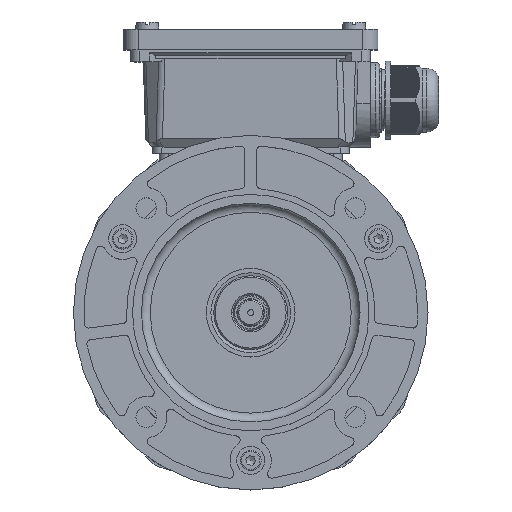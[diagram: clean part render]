
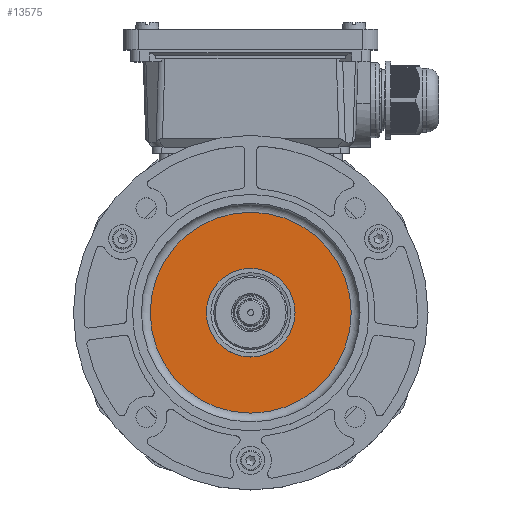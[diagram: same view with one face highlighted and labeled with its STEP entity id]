
A CAD part, top view. The second image highlights one B-rep face of the part: STEP entity #13575.
In plain terms, the highlighted planar face has unit normal (0, 0, 1).
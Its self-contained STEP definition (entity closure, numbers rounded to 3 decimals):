
#1176=PLANE('',#55752);
#2616=FACE_BOUND('',#19432,.T.);
#2617=FACE_BOUND('',#19433,.T.);
#13575=ADVANCED_FACE('',(#2616,#2617),#1176,.F.);
#19432=EDGE_LOOP('',(#30052));
#19433=EDGE_LOOP('',(#30053,#30054));
#22489=CIRCLE('',#55520,15.);
#22681=CIRCLE('',#55750,34.);
#22682=CIRCLE('',#55751,15.);
#30052=ORIENTED_EDGE('',*,*,#47616,.T.);
#30053=ORIENTED_EDGE('',*,*,#47353,.F.);
#30054=ORIENTED_EDGE('',*,*,#47617,.F.);
#41204=VERTEX_POINT('',#82479);
#41205=VERTEX_POINT('',#82480);
#41399=VERTEX_POINT('',#83059);
#47353=EDGE_CURVE('',#41204,#41205,#22489,.T.);
#47616=EDGE_CURVE('',#41399,#41399,#22681,.T.);
#47617=EDGE_CURVE('',#41205,#41204,#22682,.T.);
#55520=AXIS2_PLACEMENT_3D('',#82478,#64522,#64523);
#55750=AXIS2_PLACEMENT_3D('',#83058,#65036,#65037);
#55751=AXIS2_PLACEMENT_3D('',#83060,#65038,#65039);
#55752=AXIS2_PLACEMENT_3D('',#83061,#65040,#65041);
#64522=DIRECTION('',(0.,0.,1.));
#64523=DIRECTION('',(1.,0.,0.));
#65036=DIRECTION('',(0.,0.,1.));
#65037=DIRECTION('',(-1.,0.,0.));
#65038=DIRECTION('',(0.,0.,1.));
#65039=DIRECTION('',(1.,0.,0.));
#65040=DIRECTION('',(0.,0.,-1.));
#65041=DIRECTION('',(1.,0.,0.));
#82478=CARTESIAN_POINT('',(3.419,-1.496,66.));
#82479=CARTESIAN_POINT('',(18.419,-1.496,66.));
#82480=CARTESIAN_POINT('',(-11.581,-1.496,66.));
#83058=CARTESIAN_POINT('',(3.419,-1.496,66.));
#83059=CARTESIAN_POINT('',(-30.581,-1.496,66.));
#83060=CARTESIAN_POINT('',(3.419,-1.496,66.));
#83061=CARTESIAN_POINT('',(3.419,13.504,66.));
